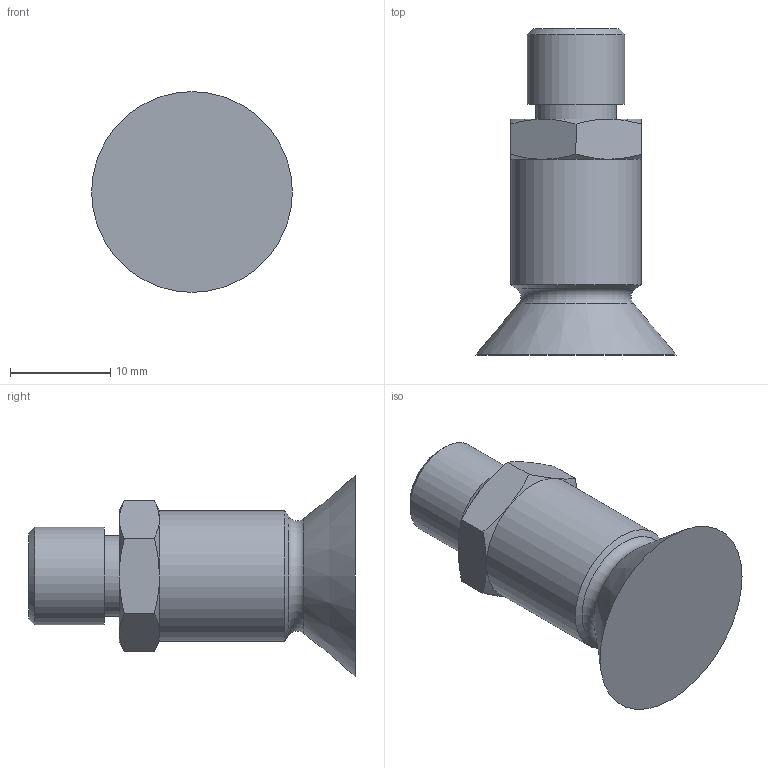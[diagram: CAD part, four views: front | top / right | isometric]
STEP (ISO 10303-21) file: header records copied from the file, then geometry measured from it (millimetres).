
FILE_DESCRIPTION(/* description */ (''),/* implementation_level */ '2;1');
FILE_NAME(/* name */ 'vc20sb_rac3r1-8m.stp',/* time_stamp */ '2020-09-18T13:22:01+02:00',/* author */ ('enginyeria'),/* organization */ (''),/* preprocessor_version */ 'ST-DEVELOPER v17.2',/* originating_system */ 'Autodesk Inventor 2019',/* authorisation */ '');
FILE_SCHEMA (('CONFIG_CONTROL_DESIGN'));
Length unit declared in the file: millimetre
Products named in the file (1): vc20sb+rac3r1-8m
Bounding box: 20 x 32.5 x 20 mm (x, y, z)
Volume: 3988.4 mm3; surface area: 1993.4 mm2
Topology: 1 solids, 1 shells, 32 faces, 76 edges, 49 vertices
Faces by surface type: cone 16, plane 11, cylinder 4, torus 1
Full cylindrical faces by diameter (mm): 3 x1, 8 x1, 9.728 x1, 13 x1
Entity records: 997 total; most frequent: CARTESIAN_POINT 206, DIRECTION 156, ORIENTED_EDGE 152, EDGE_CURVE 76, AXIS2_PLACEMENT_3D 71, VERTEX_POINT 49, CIRCLE 38, EDGE_LOOP 35
